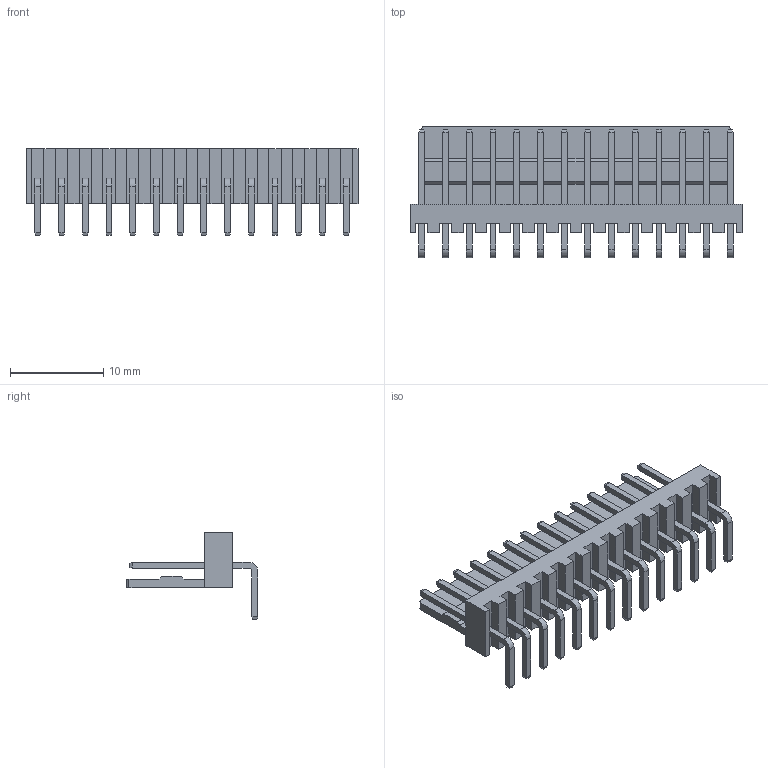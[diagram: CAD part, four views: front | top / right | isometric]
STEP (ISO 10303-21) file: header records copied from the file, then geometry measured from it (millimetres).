
FILE_DESCRIPTION (( 'STEP AP214' ), '1' );
FILE_NAME ('User Library-DS1070-14MR (WF-14RA CONNFLY).STEP', '2019-01-04T11:10:48', ( '' ), ( '' ), 'SwSTEP 2.0', 'SolidWorks 2018', '' );
FILE_SCHEMA (( 'AUTOMOTIVE_DESIGN' ));
Length unit declared in the file: millimetre
Products named in the file (1): User Library-DS1070-14MR (WF-14RA CONNFLY)
Bounding box: 35.56 x 14.1 x 9.3 mm (x, y, z)
Volume: 891.6 mm3; surface area: 1974.8 mm2
Topology: 1 solids, 1 shells, 380 faces, 938 edges, 588 vertices
Faces by surface type: plane 350, cylinder 30
Entity records: 11732 total; most frequent: CARTESIAN_POINT 1907, ORIENTED_EDGE 1876, DIRECTION 1760, EDGE_CURVE 938, LINE 878, VECTOR 878, VERTEX_POINT 588, AXIS2_PLACEMENT_3D 441
